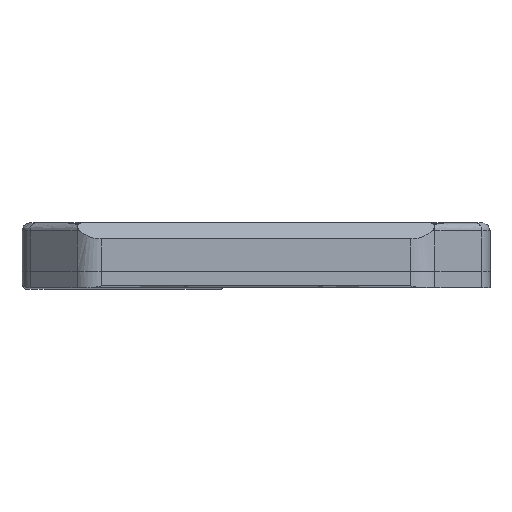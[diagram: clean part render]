
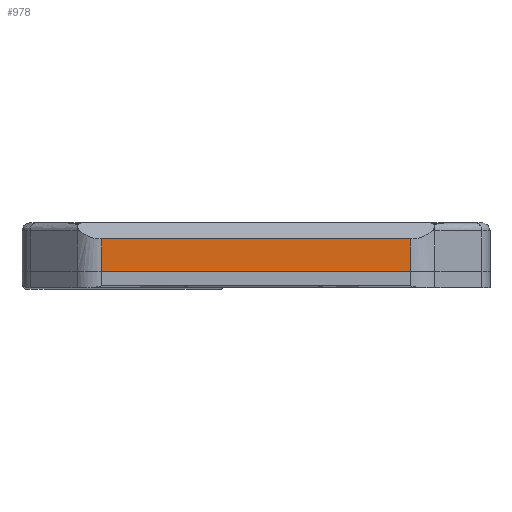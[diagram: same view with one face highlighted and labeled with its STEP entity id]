
A CAD part, top view. The second image highlights one B-rep face of the part: STEP entity #978.
In plain terms, the highlighted free-form (B-spline) face has degree [1, 1] with [2, 2] control points.
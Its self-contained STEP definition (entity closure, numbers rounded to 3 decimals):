
#353=CARTESIAN_POINT('',(-9.952,281.,33.8));
#354=VERTEX_POINT('',#353);
#367=CARTESIAN_POINT('',(9.152,281.,33.8));
#368=VERTEX_POINT('',#367);
#369=CARTESIAN_POINT('',(9.152,281.,33.8));
#370=CARTESIAN_POINT('',(-9.952,281.,33.8));
#371=B_SPLINE_CURVE_WITH_KNOTS('',1,(#369,#370),.UNSPECIFIED.,.F.,.F.,(2,2),(0.,19.104),.UNSPECIFIED.);
#372=EDGE_CURVE('',#368,#354,#371,.T.);
#938=CARTESIAN_POINT('',(-9.952,279.,33.8));
#939=VERTEX_POINT('',#938);
#948=CARTESIAN_POINT('',(-9.952,281.,33.8));
#949=CARTESIAN_POINT('',(-9.952,279.,33.8));
#950=B_SPLINE_CURVE_WITH_KNOTS('',1,(#948,#949),.UNSPECIFIED.,.F.,.F.,(2,2),(0.,2.),.UNSPECIFIED.);
#951=EDGE_CURVE('',#354,#939,#950,.T.);
#957=CARTESIAN_POINT('',(9.152,281.,33.8));
#958=CARTESIAN_POINT('',(9.152,279.,33.8));
#959=CARTESIAN_POINT('',(-9.952,281.,33.8));
#960=CARTESIAN_POINT('',(-9.952,279.,33.8));
#961=B_SPLINE_SURFACE_WITH_KNOTS('',1,1,((#957,#958),(#959,#960)),.UNSPECIFIED.,.F.,.F.,.U.,(2,2),(2,2),(4.898,24.002),(1.,3.),.UNSPECIFIED.);
#962=ORIENTED_EDGE('',*,*,#951,.T.);
#963=CARTESIAN_POINT('',(9.152,279.,33.8));
#964=VERTEX_POINT('',#963);
#965=CARTESIAN_POINT('',(-9.952,279.,33.8));
#966=CARTESIAN_POINT('',(9.152,279.,33.8));
#967=B_SPLINE_CURVE_WITH_KNOTS('',1,(#965,#966),.UNSPECIFIED.,.F.,.F.,(2,2),(0.,19.104),.UNSPECIFIED.);
#968=EDGE_CURVE('',#939,#964,#967,.T.);
#969=ORIENTED_EDGE('',*,*,#968,.T.);
#970=CARTESIAN_POINT('',(9.152,281.,33.8));
#971=CARTESIAN_POINT('',(9.152,279.,33.8));
#972=B_SPLINE_CURVE_WITH_KNOTS('',1,(#970,#971),.UNSPECIFIED.,.F.,.F.,(2,2),(0.,2.),.UNSPECIFIED.);
#973=EDGE_CURVE('',#368,#964,#972,.T.);
#974=ORIENTED_EDGE('',*,*,#973,.F.);
#975=ORIENTED_EDGE('',*,*,#372,.T.);
#976=EDGE_LOOP('',(#962,#969,#974,#975));
#977=FACE_BOUND('',#976,.T.);
#978=ADVANCED_FACE('AL',(#977),#961,.T.);
